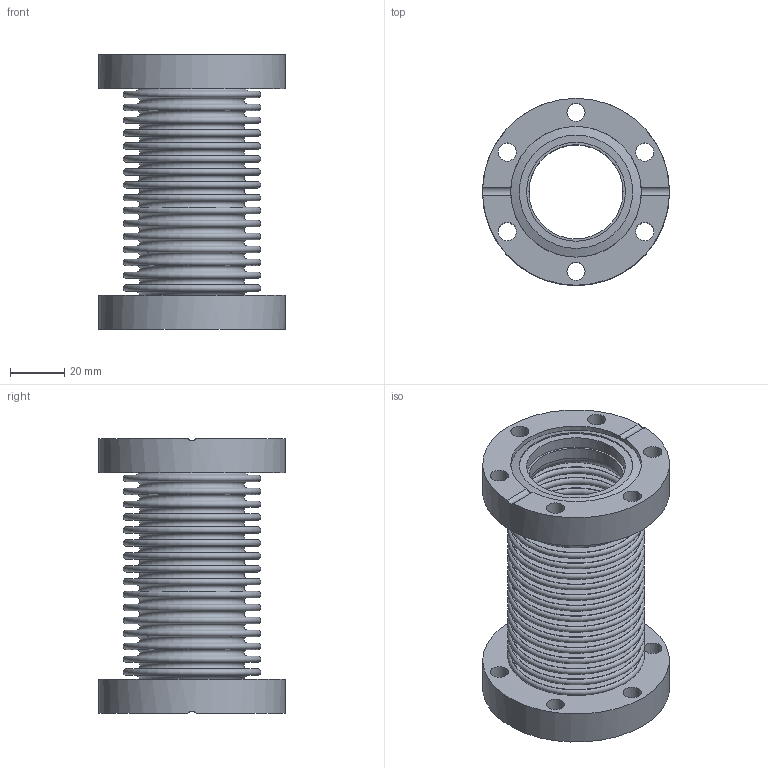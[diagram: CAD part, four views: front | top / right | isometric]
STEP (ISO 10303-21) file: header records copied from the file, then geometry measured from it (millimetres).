
FILE_DESCRIPTION(/* description */ (''),/* implementation_level */ '2;1');
FILE_NAME(/* name */ '0800095a.stp',/* time_stamp */ '2019-09-18T13:12:05-04:00',/* author */ ('Sana_M'),/* organization */ (''),/* preprocessor_version */ 'ST-DEVELOPER v16.13',/* originating_system */ 'Autodesk Inventor 2018',/* authorisation */ '');
FILE_SCHEMA (('AUTOMOTIVE_DESIGN { 1 0 10303 214 3 1 1 }'));
Length unit declared in the file: inch
Products named in the file (1): 0800095a
Bounding box: 69.09 x 69.09 x 101.57 mm (x, y, z)
Volume: 64906.8 mm3; surface area: 95482.2 mm2
Topology: 4 solids, 4 shells, 179 faces, 321 edges, 216 vertices
Faces by surface type: plane 78, torus 66, cylinder 32, cone 3
Full cylindrical faces by diameter (mm): 6.731 x12, 34.798 x2, 36.576 x2, 38.1 x2, 38.354 x2, 41.91 x2, 45.339 x1, 48.006 x1, 48.26 x1, 48.311 x1, 69.088 x2
Entity records: 4209 total; most frequent: DIRECTION 746, CARTESIAN_POINT 692, ORIENTED_EDGE 414, EDGE_LOOP 374, AXIS2_PLACEMENT_3D 369, EDGE_CURVE 207, VERTEX_POINT 199, FACE_BOUND 195
